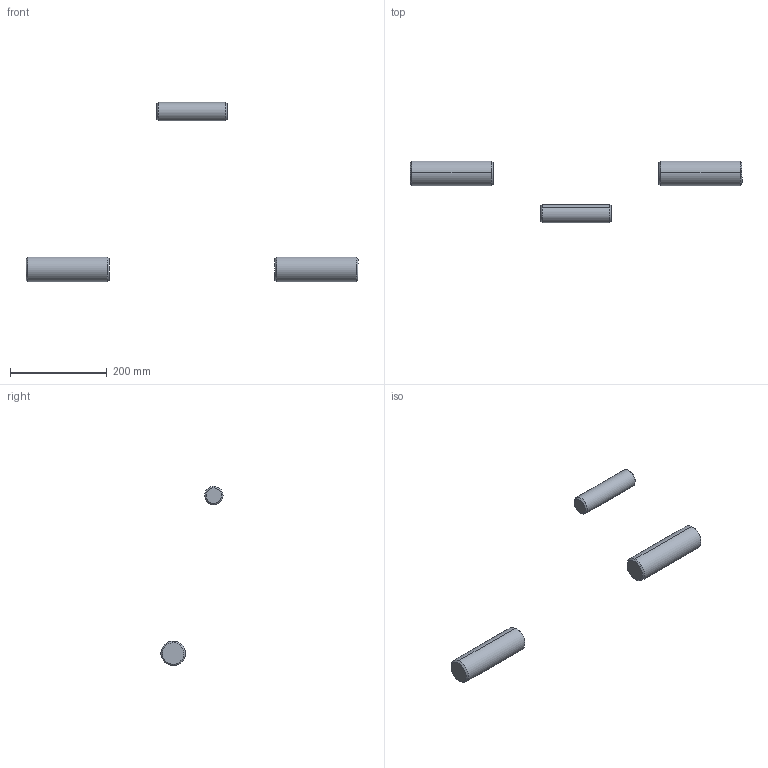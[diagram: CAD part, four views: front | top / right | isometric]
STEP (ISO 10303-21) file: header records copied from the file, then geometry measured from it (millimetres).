
FILE_DESCRIPTION (( 'STEP AP203' ), '1' );
FILE_NAME ('GrappleAttachBkt_Hardware.STEP', '2023-07-27T05:56:56', ( '' ), ( '' ), 'SwSTEP 2.0', 'SolidWorks 2021', '' );
FILE_SCHEMA (( 'CONFIG_CONTROL_DESIGN' ));
Length unit declared in the file: centimetre
Products named in the file (4): Part 6-1; Lift Arm _1_; GrappleAttachBkt_Hardware; Part 7-1
Assembly tree (4 placements, depth 3):
  GrappleAttachBkt_Hardware
    Lift Arm _1_
      Part 6-1  x2
      Part 7-1
Bounding box: 685.8 x 128.17 x 370.32 mm (x, y, z)
Volume: 857287.3 mm3; surface area: 80882.1 mm2
Topology: 3 solids, 3 shells, 24 faces, 42 edges, 24 vertices
Faces by surface type: cone 12, cylinder 6, plane 6
Entity records: 834 total; most frequent: DIRECTION 92, CARTESIAN_POINT 68, ORIENTED_EDGE 56, AXIS2_PLACEMENT_3D 40, PERSON_AND_ORGANIZATION 36, CALENDAR_DATE 28, LOCAL_TIME 28, COORDINATED_UNIVERSAL_TIME_OFFSET 28
